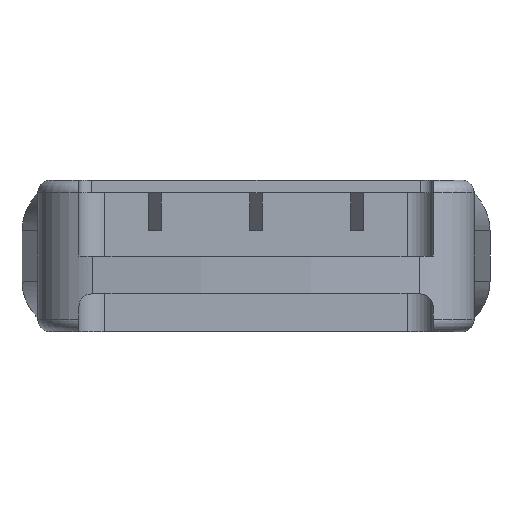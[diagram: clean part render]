
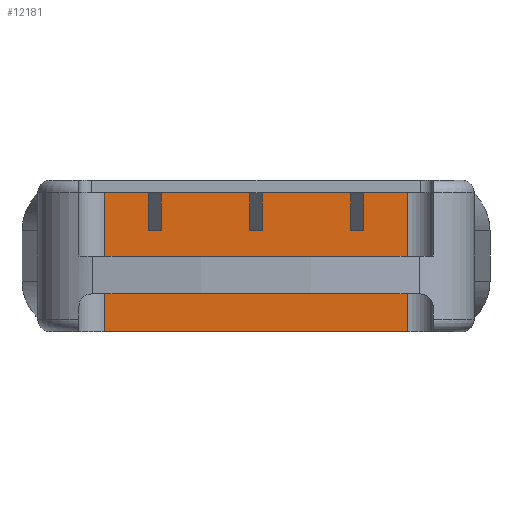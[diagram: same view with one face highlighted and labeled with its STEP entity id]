
A CAD part, front view. The second image highlights one B-rep face of the part: STEP entity #12181.
In plain terms, the highlighted planar face has unit normal (0, -1, 0).
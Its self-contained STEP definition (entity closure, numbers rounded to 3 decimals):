
#2811 = VECTOR ( 'NONE', #2854, 1000. ) ;
#2847 = CARTESIAN_POINT ( 'NONE',  ( -12., -33.305, 0. ) ) ;
#2849 = LINE ( 'NONE', #2847, #2811 ) ;
#2854 = DIRECTION ( 'NONE',  ( 1., 0., 0. ) ) ;
#3341 = LINE ( 'NONE', #3359, #4027 ) ;
#3356 = LINE ( 'NONE', #3371, #4032 ) ;
#3359 = CARTESIAN_POINT ( 'NONE',  ( -12., -33.305, 11. ) ) ;
#3360 = DIRECTION ( 'NONE',  ( 1., 0., 0. ) ) ;
#3369 = LINE ( 'NONE', #3383, #4036 ) ;
#3371 = CARTESIAN_POINT ( 'NONE',  ( -12., -33.305, 11. ) ) ;
#3372 = DIRECTION ( 'NONE',  ( 1., 0., 0. ) ) ;
#3383 = CARTESIAN_POINT ( 'NONE',  ( -12., -33.305, 11. ) ) ;
#3384 = DIRECTION ( 'NONE',  ( 1., 0., 0. ) ) ;
#3397 = LINE ( 'NONE', #3398, #4045 ) ;
#3398 = CARTESIAN_POINT ( 'NONE',  ( -12., -33.305, 11. ) ) ;
#3408 = DIRECTION ( 'NONE',  ( 1., 0., 0. ) ) ;
#3463 = CARTESIAN_POINT ( 'NONE',  ( -8.5, -33.305, 8. ) ) ;
#3464 = CARTESIAN_POINT ( 'NONE',  ( -7.5, -33.305, 8. ) ) ;
#3480 = CARTESIAN_POINT ( 'NONE',  ( 8.5, -33.305, 8. ) ) ;
#3483 = CARTESIAN_POINT ( 'NONE',  ( 0.5, -33.305, 8. ) ) ;
#3485 = CARTESIAN_POINT ( 'NONE',  ( 7.5, -33.305, 8. ) ) ;
#3487 = CARTESIAN_POINT ( 'NONE',  ( -0.5, -33.305, 8. ) ) ;
#3931 = LINE ( 'NONE', #3946, #4095 ) ;
#3939 = LINE ( 'NONE', #3940, #4093 ) ;
#3940 = CARTESIAN_POINT ( 'NONE',  ( 12., -33.305, 11. ) ) ;
#3941 = DIRECTION ( 'NONE',  ( 0., 0., -1. ) ) ;
#3942 = LINE ( 'NONE', #3944, #4096 ) ;
#3944 = CARTESIAN_POINT ( 'NONE',  ( -8.5, -33.305, 8. ) ) ;
#3945 = DIRECTION ( 'NONE',  ( 1., 0., 0. ) ) ;
#3946 = CARTESIAN_POINT ( 'NONE',  ( -8.5, -33.305, 8. ) ) ;
#3947 = DIRECTION ( 'NONE',  ( 0., 0., 1. ) ) ;
#3948 = LINE ( 'NONE', #3949, #4097 ) ;
#3949 = CARTESIAN_POINT ( 'NONE',  ( -12., -33.305, 11. ) ) ;
#3950 = DIRECTION ( 'NONE',  ( 0., 0., -1. ) ) ;
#3951 = LINE ( 'NONE', #3952, #4098 ) ;
#3952 = CARTESIAN_POINT ( 'NONE',  ( 8.5, -33.305, 8. ) ) ;
#3953 = DIRECTION ( 'NONE',  ( 0., 0., 1. ) ) ;
#3954 = LINE ( 'NONE', #3955, #4099 ) ;
#3955 = CARTESIAN_POINT ( 'NONE',  ( 8.5, -33.305, 8. ) ) ;
#3956 = DIRECTION ( 'NONE',  ( -1., 0., 0. ) ) ;
#3957 = LINE ( 'NONE', #3958, #4100 ) ;
#3958 = CARTESIAN_POINT ( 'NONE',  ( 7.5, -33.305, 8. ) ) ;
#3959 = DIRECTION ( 'NONE',  ( 0., 0., 1. ) ) ;
#3960 = LINE ( 'NONE', #3961, #4101 ) ;
#3961 = CARTESIAN_POINT ( 'NONE',  ( 0.5, -33.305, 8. ) ) ;
#3962 = DIRECTION ( 'NONE',  ( 0., 0., 1. ) ) ;
#3963 = LINE ( 'NONE', #3964, #4102 ) ;
#3964 = CARTESIAN_POINT ( 'NONE',  ( 0.5, -33.305, 8. ) ) ;
#3965 = DIRECTION ( 'NONE',  ( -1., 0., 0. ) ) ;
#3966 = LINE ( 'NONE', #3967, #4103 ) ;
#3967 = CARTESIAN_POINT ( 'NONE',  ( -0.5, -33.305, 8. ) ) ;
#3968 = DIRECTION ( 'NONE',  ( 0., 0., 1. ) ) ;
#3969 = LINE ( 'NONE', #3970, #4104 ) ;
#3970 = CARTESIAN_POINT ( 'NONE',  ( -7.5, -33.305, 8. ) ) ;
#3971 = DIRECTION ( 'NONE',  ( 0., 0., 1. ) ) ;
#4027 = VECTOR ( 'NONE', #3360, 1000. ) ;
#4032 = VECTOR ( 'NONE', #3372, 1000. ) ;
#4036 = VECTOR ( 'NONE', #3384, 1000. ) ;
#4045 = VECTOR ( 'NONE', #3408, 1000. ) ;
#4093 = VECTOR ( 'NONE', #3941, 1000. ) ;
#4095 = VECTOR ( 'NONE', #3947, 1000. ) ;
#4096 = VECTOR ( 'NONE', #3945, 1000. ) ;
#4097 = VECTOR ( 'NONE', #3950, 1000. ) ;
#4098 = VECTOR ( 'NONE', #3953, 1000. ) ;
#4099 = VECTOR ( 'NONE', #3956, 1000. ) ;
#4100 = VECTOR ( 'NONE', #3959, 1000. ) ;
#4101 = VECTOR ( 'NONE', #3962, 1000. ) ;
#4102 = VECTOR ( 'NONE', #3965, 1000. ) ;
#4103 = VECTOR ( 'NONE', #3968, 1000. ) ;
#4104 = VECTOR ( 'NONE', #3971, 1000. ) ;
#4634 = CARTESIAN_POINT ( 'NONE',  ( -12., -33.305, 11. ) ) ;
#4637 = FACE_OUTER_BOUND ( 'NONE', #10864, .T. ) ;
#4638 = PLANE ( 'NONE',  #5376 ) ;
#4640 = DIRECTION ( 'NONE',  ( 0., 1., 0. ) ) ;
#4641 = DIRECTION ( 'NONE',  ( 0., 0., 1. ) ) ;
#5376 = AXIS2_PLACEMENT_3D ( 'NONE', #4634, #4640, #4641 ) ;
#10134 = CARTESIAN_POINT ( 'NONE',  ( -12., -33.305, 11. ) ) ;
#10269 = CARTESIAN_POINT ( 'NONE',  ( 12., -33.305, 0. ) ) ;
#10270 = CARTESIAN_POINT ( 'NONE',  ( -12., -33.305, 0. ) ) ;
#10330 = CARTESIAN_POINT ( 'NONE',  ( -8.5, -33.305, 11. ) ) ;
#10335 = CARTESIAN_POINT ( 'NONE',  ( -7.5, -33.305, 11. ) ) ;
#10337 = CARTESIAN_POINT ( 'NONE',  ( 0.5, -33.305, 11. ) ) ;
#10338 = CARTESIAN_POINT ( 'NONE',  ( -0.5, -33.305, 11. ) ) ;
#10341 = CARTESIAN_POINT ( 'NONE',  ( 8.5, -33.305, 11. ) ) ;
#10342 = CARTESIAN_POINT ( 'NONE',  ( 7.5, -33.305, 11. ) ) ;
#10345 = CARTESIAN_POINT ( 'NONE',  ( 12., -33.305, 11. ) ) ;
#10864 = EDGE_LOOP ( 'NONE', ( #11771, #11772, #11773, #11774, #11775, #11776, #11777, #11778, #11779, #11780, #11781, #11782, #11783, #11784, #11785, #11786 ) ) ;
#11177 = EDGE_CURVE ( 'NONE', #14723, #14722, #2849, .T. ) ;
#11254 = EDGE_CURVE ( 'NONE', #14788, #14791, #3341, .T. ) ;
#11258 = EDGE_CURVE ( 'NONE', #14790, #14795, #3356, .T. ) ;
#11262 = EDGE_CURVE ( 'NONE', #14794, #14798, #3369, .T. ) ;
#11270 = EDGE_CURVE ( 'NONE', #14583, #14783, #3397, .T. ) ;
#11771 = ORIENTED_EDGE ( 'NONE', *, *, #12022, .F. ) ;
#11772 = ORIENTED_EDGE ( 'NONE', *, *, #12023, .T. ) ;
#11773 = ORIENTED_EDGE ( 'NONE', *, *, #11270, .F. ) ;
#11774 = ORIENTED_EDGE ( 'NONE', *, *, #12024, .T. ) ;
#11775 = ORIENTED_EDGE ( 'NONE', *, *, #11177, .T. ) ;
#11776 = ORIENTED_EDGE ( 'NONE', *, *, #12021, .F. ) ;
#11777 = ORIENTED_EDGE ( 'NONE', *, *, #11262, .F. ) ;
#11778 = ORIENTED_EDGE ( 'NONE', *, *, #12025, .F. ) ;
#11779 = ORIENTED_EDGE ( 'NONE', *, *, #12026, .T. ) ;
#11780 = ORIENTED_EDGE ( 'NONE', *, *, #12027, .T. ) ;
#11781 = ORIENTED_EDGE ( 'NONE', *, *, #11258, .F. ) ;
#11782 = ORIENTED_EDGE ( 'NONE', *, *, #12028, .F. ) ;
#11783 = ORIENTED_EDGE ( 'NONE', *, *, #12029, .T. ) ;
#11784 = ORIENTED_EDGE ( 'NONE', *, *, #12030, .T. ) ;
#11785 = ORIENTED_EDGE ( 'NONE', *, *, #11254, .F. ) ;
#11786 = ORIENTED_EDGE ( 'NONE', *, *, #12031, .F. ) ;
#11827 = VERTEX_POINT ( 'NONE', #3463 ) ;
#11833 = VERTEX_POINT ( 'NONE', #3464 ) ;
#11835 = VERTEX_POINT ( 'NONE', #3480 ) ;
#11838 = VERTEX_POINT ( 'NONE', #3483 ) ;
#11840 = VERTEX_POINT ( 'NONE', #3485 ) ;
#11842 = VERTEX_POINT ( 'NONE', #3487 ) ;
#12021 = EDGE_CURVE ( 'NONE', #14798, #14722, #3939, .T. ) ;
#12022 = EDGE_CURVE ( 'NONE', #11827, #11833, #3942, .T. ) ;
#12023 = EDGE_CURVE ( 'NONE', #11827, #14783, #3931, .T. ) ;
#12024 = EDGE_CURVE ( 'NONE', #14583, #14723, #3948, .T. ) ;
#12025 = EDGE_CURVE ( 'NONE', #11835, #14794, #3951, .T. ) ;
#12026 = EDGE_CURVE ( 'NONE', #11835, #11840, #3954, .T. ) ;
#12027 = EDGE_CURVE ( 'NONE', #11840, #14795, #3957, .T. ) ;
#12028 = EDGE_CURVE ( 'NONE', #11838, #14790, #3960, .T. ) ;
#12029 = EDGE_CURVE ( 'NONE', #11838, #11842, #3963, .T. ) ;
#12030 = EDGE_CURVE ( 'NONE', #11842, #14791, #3966, .T. ) ;
#12031 = EDGE_CURVE ( 'NONE', #11833, #14788, #3969, .T. ) ;
#12181 = ADVANCED_FACE ( 'NONE', ( #4637 ), #4638, .F. ) ;
#14583 = VERTEX_POINT ( 'NONE', #10134 ) ;
#14722 = VERTEX_POINT ( 'NONE', #10269 ) ;
#14723 = VERTEX_POINT ( 'NONE', #10270 ) ;
#14783 = VERTEX_POINT ( 'NONE', #10330 ) ;
#14788 = VERTEX_POINT ( 'NONE', #10335 ) ;
#14790 = VERTEX_POINT ( 'NONE', #10337 ) ;
#14791 = VERTEX_POINT ( 'NONE', #10338 ) ;
#14794 = VERTEX_POINT ( 'NONE', #10341 ) ;
#14795 = VERTEX_POINT ( 'NONE', #10342 ) ;
#14798 = VERTEX_POINT ( 'NONE', #10345 ) ;
